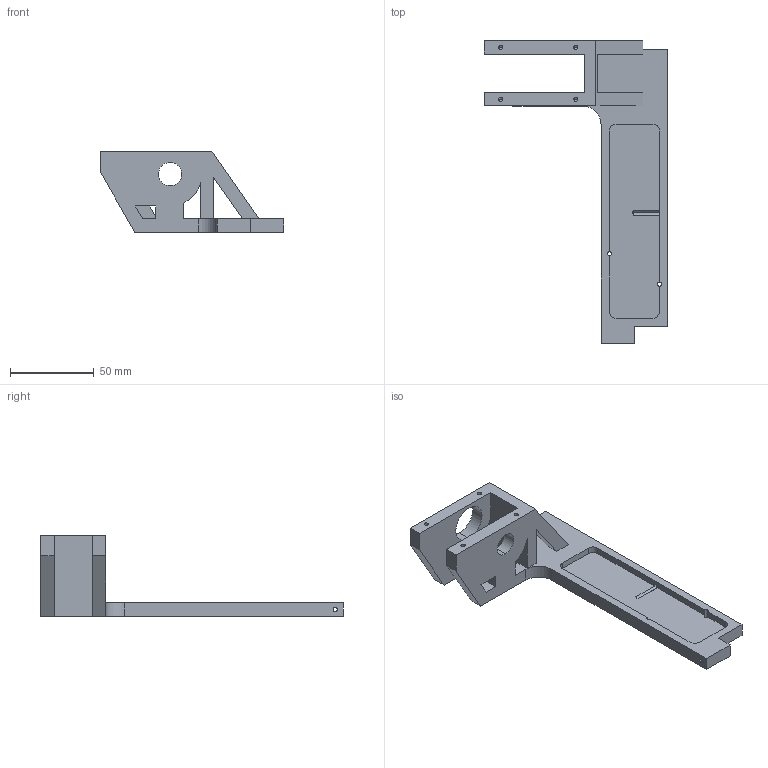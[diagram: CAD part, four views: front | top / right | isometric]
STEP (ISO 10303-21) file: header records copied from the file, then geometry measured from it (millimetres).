
FILE_DESCRIPTION (( 'STEP AP203' ), '1' );
FILE_NAME ('vertical truss-right rear upper-1 (Default).STEP', '2021-11-19T22:22:37', ( '' ), ( '' ), 'SwSTEP 2.0', 'SolidWorks 2020', '' );
FILE_SCHEMA (( 'CONFIG_CONTROL_DESIGN' ));
Length unit declared in the file: millimetre
Products named in the file (1): vertical truss-right rear upper-1 (Default)
Bounding box: 110 x 181 x 48.13 mm (x, y, z)
Volume: 93551.8 mm3; surface area: 38660.6 mm2
Topology: 1 solids, 1 shells, 87 faces, 264 edges, 166 vertices
Faces by surface type: plane 43, cylinder 31, cone 13
Entity records: 3006 total; most frequent: CARTESIAN_POINT 523, ORIENTED_EDGE 504, DIRECTION 495, EDGE_CURVE 252, LINE 183, VECTOR 183, VERTEX_POINT 166, AXIS2_PLACEMENT_3D 156
